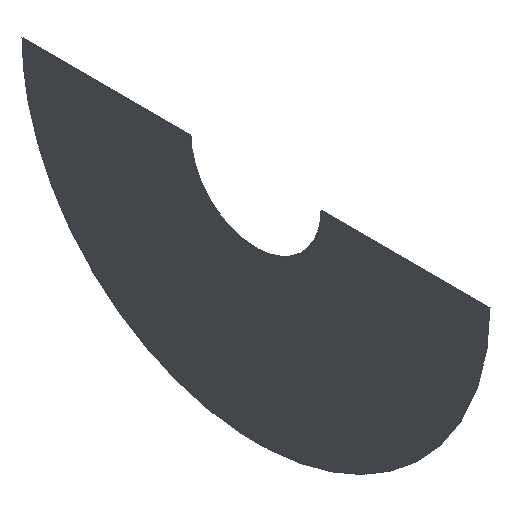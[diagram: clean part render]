
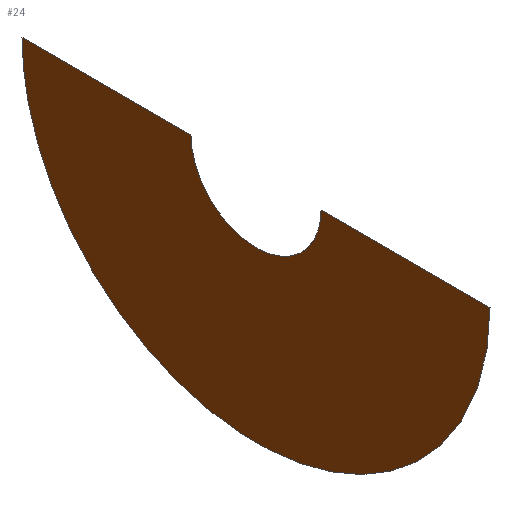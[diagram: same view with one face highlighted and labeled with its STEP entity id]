
A CAD part, isometric view. The second image highlights one B-rep face of the part: STEP entity #24.
In plain terms, the highlighted free-form (B-spline) face has degree [2, 1] with [9, 2] control points.
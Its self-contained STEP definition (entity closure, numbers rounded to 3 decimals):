
#24=ADVANCED_FACE('',(#32),#224,.T.);
#32=FACE_OUTER_BOUND('',#40,.T.);
#40=EDGE_LOOP('',(#57,#58,#59,#60));
#57=ORIENTED_EDGE('',*,*,#191,.T.);
#58=ORIENTED_EDGE('',*,*,#189,.F.);
#59=ORIENTED_EDGE('',*,*,#192,.T.);
#60=ORIENTED_EDGE('',*,*,#187,.F.);
#83=(
BOUNDED_CURVE()
B_SPLINE_CURVE(2,(#548,#549,#550,#551,#552),.UNSPECIFIED.,.F.,.F.)
B_SPLINE_CURVE_WITH_KNOTS((3,2,3),(0.896,1.344,1.792),
 .UNSPECIFIED.)
CURVE()
GEOMETRIC_REPRESENTATION_ITEM()
RATIONAL_B_SPLINE_CURVE((1.,0.707,1.,0.707,1.))
REPRESENTATION_ITEM('')
);
#84=(
BOUNDED_CURVE()
B_SPLINE_CURVE(2,(#557,#558,#559,#560,#561),.UNSPECIFIED.,.F.,.F.)
B_SPLINE_CURVE_WITH_KNOTS((3,2,3),(-1.792,-1.344,
-0.896),.UNSPECIFIED.)
CURVE()
GEOMETRIC_REPRESENTATION_ITEM()
RATIONAL_B_SPLINE_CURVE((1.,0.707,1.,0.707,1.))
REPRESENTATION_ITEM('')
);
#101=PCURVE('',#223,#133);
#103=PCURVE('',#223,#135);
#105=PCURVE('',#224,#137);
#106=PCURVE('',#224,#138);
#107=PCURVE('',#224,#139);
#108=PCURVE('',#224,#140);
#133=DEFINITIONAL_REPRESENTATION('',(#244),#1882);
#135=DEFINITIONAL_REPRESENTATION('',(#247),#1882);
#137=DEFINITIONAL_REPRESENTATION('',(#249),#1882);
#138=DEFINITIONAL_REPRESENTATION('',(#250),#1882);
#139=DEFINITIONAL_REPRESENTATION('',(#251),#1882);
#140=DEFINITIONAL_REPRESENTATION('',(#252),#1882);
#163=SURFACE_CURVE('',#243,(#101,#108),.PCURVE_S1.);
#165=SURFACE_CURVE('',#246,(#103,#106),.PCURVE_S1.);
#167=SURFACE_CURVE('',#83,(#105),.PCURVE_S1.);
#168=SURFACE_CURVE('',#84,(#107),.PCURVE_S1.);
#187=EDGE_CURVE('',#211,#212,#163,.T.);
#189=EDGE_CURVE('',#210,#209,#165,.T.);
#191=EDGE_CURVE('',#211,#209,#167,.T.);
#192=EDGE_CURVE('',#210,#212,#168,.T.);
#209=VERTEX_POINT('',#522);
#210=VERTEX_POINT('',#523);
#211=VERTEX_POINT('',#524);
#212=VERTEX_POINT('',#525);
#224=(
BOUNDED_SURFACE()
B_SPLINE_SURFACE(
2,1,
((#504,#505),
(#506,#507),
(#508,#509),
(#510,#511),
(#512,#513),
(#514,#515),
(#516,#517),
(#518,#519),
(#520,#521)),.UNSPECIFIED.,.T.,
 .F.,.F.)
B_SPLINE_SURFACE_WITH_KNOTS(
(3,2,2,2,3),
(2,2),
(0.,0.448,0.896,1.344,1.792),
(0.,15.597),.UNSPECIFIED.)
GEOMETRIC_REPRESENTATION_ITEM()
RATIONAL_B_SPLINE_SURFACE((
(1.,1.),
(0.707,0.707),
(1.,1.),
(0.707,0.707),
(1.,1.),
(0.707,0.707),
(1.,1.),
(0.707,0.707),
(1.,1.)))
REPRESENTATION_ITEM('')
SURFACE()
);
#243=B_SPLINE_CURVE_WITH_KNOTS('',1,(#526,#527),.UNSPECIFIED.,.F.,.F.,(2,
2),(0.,15.597),.UNSPECIFIED.);
#244=B_SPLINE_CURVE_WITH_KNOTS('',1,(#528,#529),.UNSPECIFIED.,.F.,.F.,(2,
2),(0.,15.597),.UNSPECIFIED.);
#246=B_SPLINE_CURVE_WITH_KNOTS('',1,(#537,#538),.UNSPECIFIED.,.F.,.F.,(2,
2),(-15.597,0.),.UNSPECIFIED.);
#247=B_SPLINE_CURVE_WITH_KNOTS('',1,(#539,#540),.UNSPECIFIED.,.F.,.F.,(2,
2),(-15.597,0.),.UNSPECIFIED.);
#249=B_SPLINE_CURVE_WITH_KNOTS('',1,(#553,#554),.UNSPECIFIED.,.F.,.F.,(2,
2),(0.896,1.792),.UNSPECIFIED.);
#250=B_SPLINE_CURVE_WITH_KNOTS('',1,(#555,#556),.UNSPECIFIED.,.F.,.F.,(2,
2),(-15.597,0.),.UNSPECIFIED.);
#251=B_SPLINE_CURVE_WITH_KNOTS('',1,(#562,#563),.UNSPECIFIED.,.F.,.F.,(2,
2),(-1.792,-0.896),.UNSPECIFIED.);
#252=B_SPLINE_CURVE_WITH_KNOTS('',1,(#564,#565),.UNSPECIFIED.,.F.,.F.,(2,
2),(0.,15.597),.UNSPECIFIED.);
#504=CARTESIAN_POINT('',(-70.,2.482,0.));
#505=CARTESIAN_POINT('',(-70.,0.69,0.));
#506=CARTESIAN_POINT('',(-70.,2.482,2.482));
#507=CARTESIAN_POINT('',(-70.,0.69,0.69));
#508=CARTESIAN_POINT('',(-70.,0.,2.482));
#509=CARTESIAN_POINT('',(-70.,0.,0.69));
#510=CARTESIAN_POINT('',(-70.,-2.482,2.482));
#511=CARTESIAN_POINT('',(-70.,-0.69,0.69));
#512=CARTESIAN_POINT('',(-70.,-2.482,0.));
#513=CARTESIAN_POINT('',(-70.,-0.69,0.));
#514=CARTESIAN_POINT('',(-70.,-2.482,-2.482));
#515=CARTESIAN_POINT('',(-70.,-0.69,-0.69));
#516=CARTESIAN_POINT('',(-70.,0.,-2.482));
#517=CARTESIAN_POINT('',(-70.,0.,-0.69));
#518=CARTESIAN_POINT('',(-70.,2.482,-2.482));
#519=CARTESIAN_POINT('',(-70.,0.69,-0.69));
#520=CARTESIAN_POINT('',(-70.,2.482,0.));
#521=CARTESIAN_POINT('',(-70.,0.69,0.));
#522=CARTESIAN_POINT('',(-70.,2.482,0.));
#523=CARTESIAN_POINT('',(-70.,0.69,0.));
#524=CARTESIAN_POINT('',(-70.,-2.482,0.));
#525=CARTESIAN_POINT('',(-70.,-0.69,0.));
#526=CARTESIAN_POINT('',(-70.,-2.482,0.));
#527=CARTESIAN_POINT('',(-70.,-0.69,0.));
#528=CARTESIAN_POINT('',(0.896,0.));
#529=CARTESIAN_POINT('',(0.896,15.597));
#537=CARTESIAN_POINT('',(-70.,0.69,0.));
#538=CARTESIAN_POINT('',(-70.,2.482,0.));
#539=CARTESIAN_POINT('',(0.,15.597));
#540=CARTESIAN_POINT('',(0.,0.));
#548=CARTESIAN_POINT('',(-70.,-2.482,0.));
#549=CARTESIAN_POINT('',(-70.,-2.482,-2.482));
#550=CARTESIAN_POINT('',(-70.,0.,-2.482));
#551=CARTESIAN_POINT('',(-70.,2.482,-2.482));
#552=CARTESIAN_POINT('',(-70.,2.482,0.));
#553=CARTESIAN_POINT('',(0.896,0.));
#554=CARTESIAN_POINT('',(1.792,0.));
#555=CARTESIAN_POINT('',(1.792,15.597));
#556=CARTESIAN_POINT('',(1.792,0.));
#557=CARTESIAN_POINT('',(-70.,0.69,0.));
#558=CARTESIAN_POINT('',(-70.,0.69,-0.69));
#559=CARTESIAN_POINT('',(-70.,0.,-0.69));
#560=CARTESIAN_POINT('',(-70.,-0.69,-0.69));
#561=CARTESIAN_POINT('',(-70.,-0.69,0.));
#562=CARTESIAN_POINT('',(1.792,15.597));
#563=CARTESIAN_POINT('',(0.896,15.597));
#564=CARTESIAN_POINT('',(0.896,0.));
#565=CARTESIAN_POINT('',(0.896,15.597));
#1882=(
GEOMETRIC_REPRESENTATION_CONTEXT(2)
PARAMETRIC_REPRESENTATION_CONTEXT()
REPRESENTATION_CONTEXT('pspace','')
);
